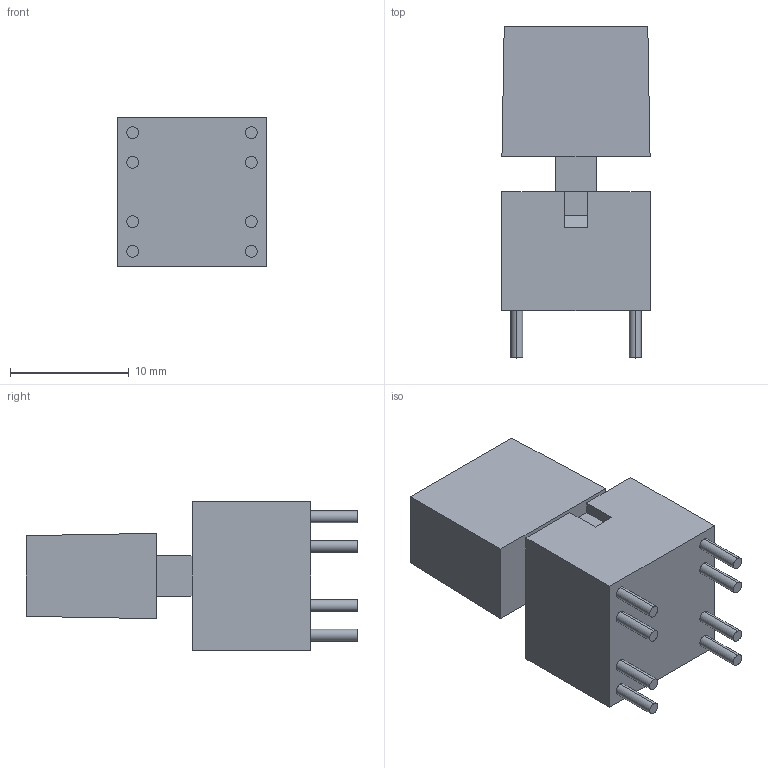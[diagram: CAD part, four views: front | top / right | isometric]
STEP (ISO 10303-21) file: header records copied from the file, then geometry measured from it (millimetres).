
FILE_DESCRIPTION (( 'STEP AP214' ), '1' );
FILE_NAME ('8pinKey.STEP', '2019-03-01T15:32:59', ( 'Sajad' ), ( '' ), 'SwSTEP 2.0', 'SolidWorks 2012', '' );
FILE_SCHEMA (( 'AUTOMOTIVE_DESIGN' ));
Length unit declared in the file: millimetre
Products named in the file (1): 8pinKey
Bounding box: 12.5 x 28 x 12.5 mm (x, y, z)
Volume: 2561.2 mm3; surface area: 1536 mm2
Topology: 1 solids, 1 shells, 48 faces, 108 edges, 72 vertices
Faces by surface type: plane 32, cylinder 16
Entity records: 1906 total; most frequent: DIRECTION 238, CARTESIAN_POINT 229, ORIENTED_EDGE 216, EDGE_CURVE 108, AXIS2_PLACEMENT_3D 81, LINE 76, VECTOR 76, VERTEX_POINT 72
